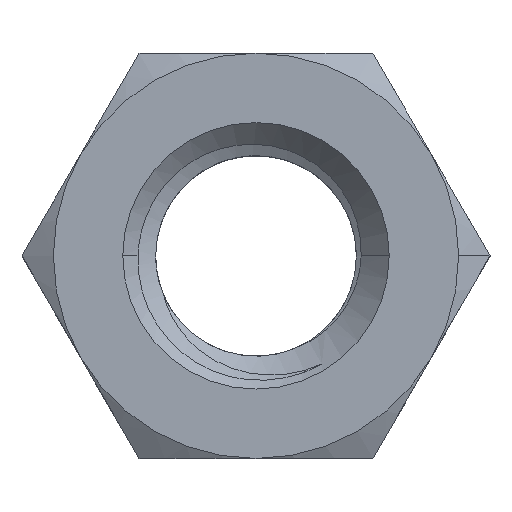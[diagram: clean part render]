
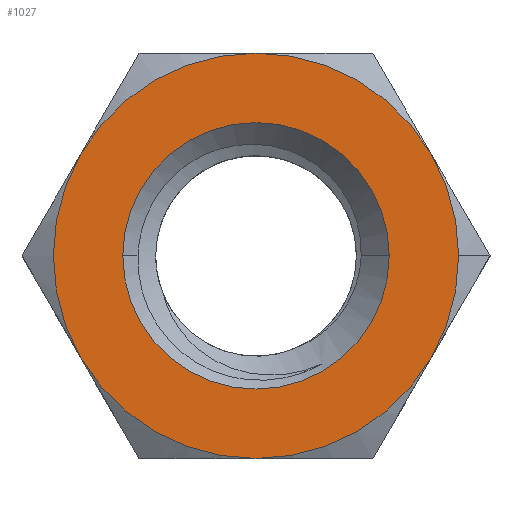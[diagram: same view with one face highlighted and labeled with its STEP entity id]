
A CAD part, top view. The second image highlights one B-rep face of the part: STEP entity #1027.
In plain terms, the highlighted planar face has unit normal (0, 0, 1).
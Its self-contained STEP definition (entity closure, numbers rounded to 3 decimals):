
#41=VERTEX_POINT('NONE',#42);
#42=CARTESIAN_POINT('',(-2.63,0.,4.0));
#48=EDGE_CURVE('NONE',#41,#49,#51,.F.);
#49=VERTEX_POINT('NONE',#50);
#50=CARTESIAN_POINT('',(2.63,0.0,4.0));
#51=CIRCLE('',#52,2.63);
#52=AXIS2_PLACEMENT_3D('',#53,#54,#55);
#53=CARTESIAN_POINT('',(0.0,0.0,4.0));
#54=DIRECTION('',(0.0,0.0,-1.0));
#55=DIRECTION('',(1.0,0.0,0.0));
#220=EDGE_CURVE('NONE',#221,#223,#225,.F.);
#221=VERTEX_POINT('NONE',#222);
#222=CARTESIAN_POINT('',(3.464,2.0,4.0));
#223=VERTEX_POINT('NONE',#224);
#224=CARTESIAN_POINT('',(4.0,0.0,4.0));
#225=CIRCLE('',#226,4.0);
#226=AXIS2_PLACEMENT_3D('',#227,#228,#229);
#227=CARTESIAN_POINT('',(0.0,0.0,4.0));
#228=DIRECTION('',(0.0,0.0,1.0));
#229=DIRECTION('',(1.0,0.0,0.0));
#629=VERTEX_POINT('NONE',#630);
#630=CARTESIAN_POINT('',(3.464,-2.0,4.0));
#742=VERTEX_POINT('NONE',#743);
#743=CARTESIAN_POINT('',(0.0,4.0,4.0));
#789=VERTEX_POINT('NONE',#790);
#790=CARTESIAN_POINT('',(-3.464,2.0,4.0));
#844=VERTEX_POINT('NONE',#845);
#845=CARTESIAN_POINT('',(-3.464,-2.0,4.0));
#892=VERTEX_POINT('NONE',#893);
#893=CARTESIAN_POINT('',(0.,-4.0,4.0));
#930=EDGE_CURVE('NONE',#223,#629,#931,.F.);
#931=CIRCLE('',#932,4.0);
#932=AXIS2_PLACEMENT_3D('',#933,#934,#935);
#933=CARTESIAN_POINT('',(0.0,0.0,4.0));
#934=DIRECTION('',(0.0,0.0,1.0));
#935=DIRECTION('',(1.0,0.0,0.0));
#947=EDGE_CURVE('NONE',#629,#892,#948,.F.);
#948=CIRCLE('',#949,4.0);
#949=AXIS2_PLACEMENT_3D('',#950,#951,#952);
#950=CARTESIAN_POINT('',(0.0,0.0,4.0));
#951=DIRECTION('',(0.0,0.0,1.0));
#952=DIRECTION('',(1.0,0.0,0.0));
#965=EDGE_CURVE('NONE',#892,#844,#966,.F.);
#966=CIRCLE('',#967,4.0);
#967=AXIS2_PLACEMENT_3D('',#968,#969,#970);
#968=CARTESIAN_POINT('',(0.0,0.0,4.0));
#969=DIRECTION('',(0.0,0.0,1.0));
#970=DIRECTION('',(1.0,0.0,0.0));
#982=EDGE_CURVE('NONE',#844,#789,#983,.F.);
#983=CIRCLE('',#984,4.0);
#984=AXIS2_PLACEMENT_3D('',#985,#986,#987);
#985=CARTESIAN_POINT('',(0.0,0.0,4.0));
#986=DIRECTION('',(0.0,0.0,1.0));
#987=DIRECTION('',(1.0,0.0,0.0));
#999=EDGE_CURVE('NONE',#789,#742,#1000,.F.);
#1000=CIRCLE('',#1001,4.0);
#1001=AXIS2_PLACEMENT_3D('',#1002,#1003,#1004);
#1002=CARTESIAN_POINT('',(0.0,0.0,4.0));
#1003=DIRECTION('',(0.0,0.0,1.0));
#1004=DIRECTION('',(1.0,0.0,0.0));
#1016=EDGE_CURVE('NONE',#742,#221,#1017,.F.);
#1017=CIRCLE('',#1018,4.0);
#1018=AXIS2_PLACEMENT_3D('',#1019,#1020,#1021);
#1019=CARTESIAN_POINT('',(0.0,0.0,4.0));
#1020=DIRECTION('',(0.0,0.0,1.0));
#1021=DIRECTION('',(1.0,0.0,0.0));
#1027=ADVANCED_FACE('NONE',(#1028,#1038),#1047,.T.);
#1028=FACE_BOUND('NONE',#1029,.T.);
#1029=EDGE_LOOP('',(#1030,#1031));
#1030=ORIENTED_EDGE('',*,*,#48,.F.);
#1031=ORIENTED_EDGE('',*,*,#1032,.T.);
#1032=EDGE_CURVE('NONE',#41,#49,#1033,.T.);
#1033=CIRCLE('',#1034,2.63);
#1034=AXIS2_PLACEMENT_3D('',#1035,#1036,#1037);
#1035=CARTESIAN_POINT('',(0.0,0.0,4.0));
#1036=DIRECTION('',(0.0,0.0,-1.0));
#1037=DIRECTION('',(1.0,0.0,0.0));
#1038=FACE_BOUND('NONE',#1039,.T.);
#1039=EDGE_LOOP('',(#1040,#1041,#1042,#1043,#1044,#1045,#1046));
#1040=ORIENTED_EDGE('',*,*,#930,.F.);
#1041=ORIENTED_EDGE('',*,*,#220,.F.);
#1042=ORIENTED_EDGE('',*,*,#1016,.F.);
#1043=ORIENTED_EDGE('',*,*,#999,.F.);
#1044=ORIENTED_EDGE('',*,*,#982,.F.);
#1045=ORIENTED_EDGE('',*,*,#965,.F.);
#1046=ORIENTED_EDGE('',*,*,#947,.F.);
#1047=PLANE('',#1048);
#1048=AXIS2_PLACEMENT_3D('',#1049,#1050,#1051);
#1049=CARTESIAN_POINT('',(0.0,0.0,4.0));
#1050=DIRECTION('',(0.0,0.0,1.0));
#1051=DIRECTION('',(1.0,0.0,0.0));
